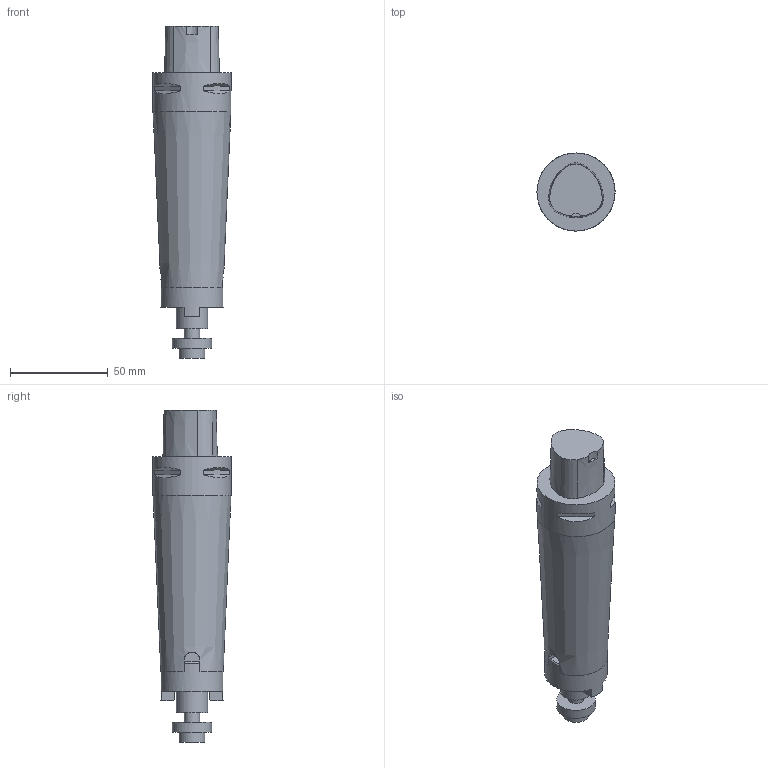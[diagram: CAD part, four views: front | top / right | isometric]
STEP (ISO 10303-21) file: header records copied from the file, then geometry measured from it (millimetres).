
FILE_DESCRIPTION(/* description */ ('3-D model version:1'),/* implementation_level */ '2;1');
FILE_NAME(/* name */ 'C4-391.05C-16120',/* time_stamp */ '2016-12-02T14:01:51',/* author */ ('InteractiveCad'),/* organization */ ('AB Sandvik Coromant'),/* preprocessor_version */ 'ST-DEVELOPER v11',/* originating_system */ 'SIEMENS UGS NX 6.0',/* authorization */ '');
FILE_SCHEMA(('AUTOMOTIVE_DESIGN'));
Length unit declared in the file: millimetre
Products named in the file (1): C4_391_05C_16120_SIM
Bounding box: 40 x 40 x 170 mm (x, y, z)
Volume: 142932.7 mm3; surface area: 21875.1 mm2
Topology: 1 solids, 1 shells, 71 faces, 182 edges, 120 vertices
Faces by surface type: plane 42, cylinder 15, cone 13, torus 1
Full cylindrical faces by diameter (mm): 7.794 x1, 7.8 x1, 8.2 x1, 13 x1, 15.595 x1, 15.995 x1, 16 x1, 19.5 x2, 20 x1, 32 x1, 40 x1
Entity records: 2192 total; most frequent: CARTESIAN_POINT 463, DIRECTION 360, ORIENTED_EDGE 308, EDGE_CURVE 154, AXIS2_PLACEMENT_3D 146, VERTEX_POINT 109, EDGE_LOOP 99, ADVANCED_FACE 71
